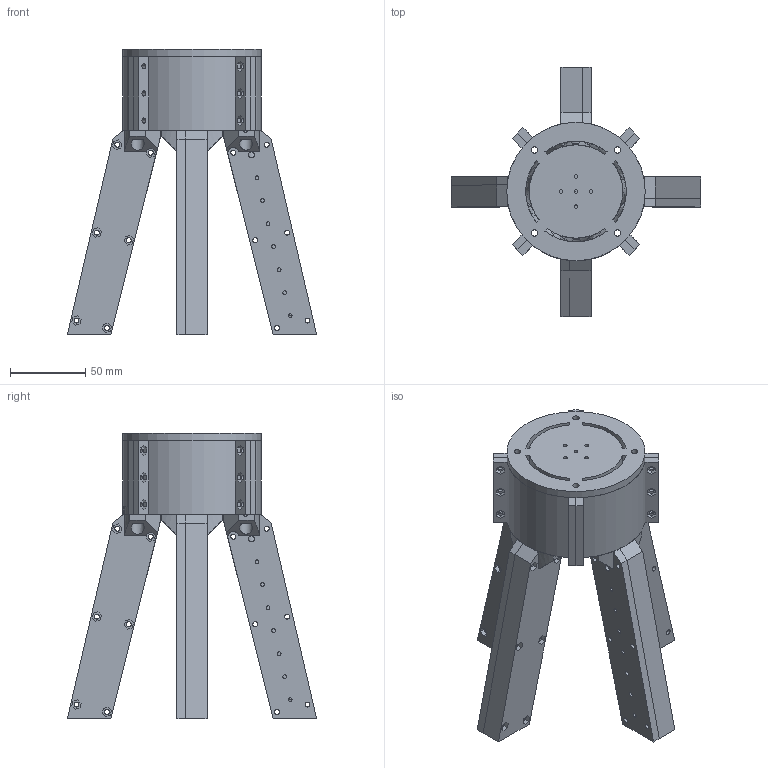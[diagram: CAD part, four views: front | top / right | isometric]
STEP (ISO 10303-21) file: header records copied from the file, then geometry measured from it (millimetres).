
FILE_DESCRIPTION(/* description */ (''),/* implementation_level */ '2;1');
FILE_NAME(/* name */ 'mold.step',/* time_stamp */ '2024-03-30T08:51:28+03:00',/* author */ (''),/* organization */ (''),/* preprocessor_version */ 'ST-DEVELOPER v20',/* originating_system */ 'Autodesk Translation Framework v12.20.1.177',/* authorisation */ '');
FILE_SCHEMA (('AUTOMOTIVE_DESIGN { 1 0 10303 214 3 1 1 }'));
Length unit declared in the file: millimetre
Products named in the file (2): gripper 4; Component1
Assembly tree (1 placements, depth 2):
  gripper 4
    Component1
Bounding box: 165.69 x 165.69 x 190 mm (x, y, z)
Volume: 606912.3 mm3; surface area: 215808 mm2
Topology: 18 solids, 18 shells, 826 faces, 2258 edges, 1506 vertices
Faces by surface type: plane 544, cylinder 206, bspline 52, torus 12, cone 12
Full cylindrical faces by diameter (mm): 2.1 x7, 2.3 x2, 2.5 x35, 3.3 x48, 3.4 x24, 4 x4, 4.25 x22, 8.5 x8, 62 x1, 92 x1
Entity records: 31152 total; most frequent: CARTESIAN_POINT 9737, ORIENTED_EDGE 4516, DIRECTION 4042, EDGE_CURVE 2258, LINE 1556, VECTOR 1556, VERTEX_POINT 1506, AXIS2_PLACEMENT_3D 1243
